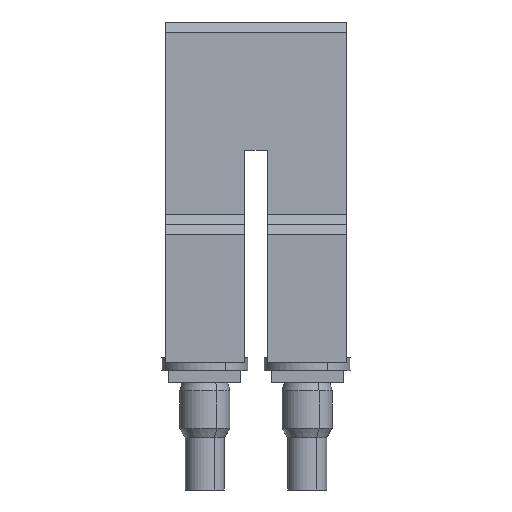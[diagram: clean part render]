
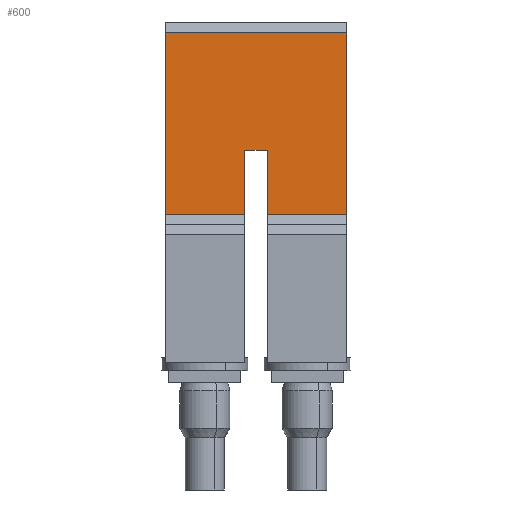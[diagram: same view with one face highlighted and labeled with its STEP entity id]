
A CAD part, front view. The second image highlights one B-rep face of the part: STEP entity #600.
In plain terms, the highlighted planar face has unit normal (0, -1, 0.009).
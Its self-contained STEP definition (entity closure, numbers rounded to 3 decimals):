
#548=AXIS2_PLACEMENT_3D('Plane Axis2P3D',#545,#546,#547) ;
#41=CARTESIAN_POINT('Vertex',(4.138,5.103,16.957)) ;
#46=CARTESIAN_POINT('Line Origine',(4.138,5.089,15.357)) ;
#50=CARTESIAN_POINT('Vertex',(4.138,5.075,13.757)) ;
#526=CARTESIAN_POINT('Line Origine',(2.15,5.075,13.757)) ;
#530=CARTESIAN_POINT('Vertex',(0.163,5.075,13.757)) ;
#545=CARTESIAN_POINT('Axis2P3D Location',(4.138,5.159,23.357)) ;
#550=CARTESIAN_POINT('Line Origine',(4.7,5.154,22.852)) ;
#554=CARTESIAN_POINT('Vertex',(9.238,5.154,22.852)) ;
#556=CARTESIAN_POINT('Vertex',(0.163,5.154,22.852)) ;
#559=CARTESIAN_POINT('Line Origine',(0.163,5.115,18.305)) ;
#564=CARTESIAN_POINT('Line Origine',(4.7,5.103,16.957)) ;
#568=CARTESIAN_POINT('Vertex',(5.263,5.103,16.957)) ;
#571=CARTESIAN_POINT('Line Origine',(5.263,5.089,15.357)) ;
#575=CARTESIAN_POINT('Vertex',(5.263,5.075,13.757)) ;
#578=CARTESIAN_POINT('Line Origine',(7.25,5.075,13.757)) ;
#582=CARTESIAN_POINT('Vertex',(9.238,5.075,13.757)) ;
#585=CARTESIAN_POINT('Line Origine',(9.238,5.115,18.305)) ;
#47=DIRECTION('Vector Direction',(0.,-0.009,-1.)) ;
#527=DIRECTION('Vector Direction',(-1.,0.,0.)) ;
#546=DIRECTION('Axis2P3D Direction',(0.,1.,-0.009)) ;
#547=DIRECTION('Axis2P3D XDirection',(0.,-0.009,-1.)) ;
#551=DIRECTION('Vector Direction',(1.,0.,0.)) ;
#560=DIRECTION('Vector Direction',(0.,-0.009,-1.)) ;
#565=DIRECTION('Vector Direction',(1.,0.,0.)) ;
#572=DIRECTION('Vector Direction',(0.,-0.009,-1.)) ;
#579=DIRECTION('Vector Direction',(-1.,0.,0.)) ;
#586=DIRECTION('Vector Direction',(0.,-0.009,-1.)) ;
#48=VECTOR('Line Direction',#47,1.) ;
#528=VECTOR('Line Direction',#527,1.) ;
#552=VECTOR('Line Direction',#551,1.) ;
#561=VECTOR('Line Direction',#560,1.) ;
#566=VECTOR('Line Direction',#565,1.) ;
#573=VECTOR('Line Direction',#572,1.) ;
#580=VECTOR('Line Direction',#579,1.) ;
#587=VECTOR('Line Direction',#586,1.) ;
#591=ORIENTED_EDGE('',*,*,#558,.T.) ;
#592=ORIENTED_EDGE('',*,*,#563,.F.) ;
#593=ORIENTED_EDGE('',*,*,#532,.F.) ;
#594=ORIENTED_EDGE('',*,*,#52,.T.) ;
#595=ORIENTED_EDGE('',*,*,#570,.T.) ;
#596=ORIENTED_EDGE('',*,*,#577,.F.) ;
#597=ORIENTED_EDGE('',*,*,#584,.F.) ;
#598=ORIENTED_EDGE('',*,*,#589,.T.) ;
#600=ADVANCED_FACE('KU_WQV2.5/2',(#599),#549,.F.) ;
#52=EDGE_CURVE('',#51,#42,#49,.F.) ;
#532=EDGE_CURVE('',#51,#531,#529,.T.) ;
#558=EDGE_CURVE('',#555,#557,#553,.F.) ;
#563=EDGE_CURVE('',#531,#557,#562,.F.) ;
#570=EDGE_CURVE('',#42,#569,#567,.T.) ;
#577=EDGE_CURVE('',#576,#569,#574,.F.) ;
#584=EDGE_CURVE('',#583,#576,#581,.T.) ;
#589=EDGE_CURVE('',#583,#555,#588,.F.) ;
#590=EDGE_LOOP('',(#591,#592,#593,#594,#595,#596,#597,#598)) ;
#599=FACE_OUTER_BOUND('',#590,.T.) ;
#49=LINE('Line',#46,#48) ;
#529=LINE('Line',#526,#528) ;
#553=LINE('Line',#550,#552) ;
#562=LINE('Line',#559,#561) ;
#567=LINE('Line',#564,#566) ;
#574=LINE('Line',#571,#573) ;
#581=LINE('Line',#578,#580) ;
#588=LINE('Line',#585,#587) ;
#549=PLANE('',#548) ;
#42=VERTEX_POINT('',#41) ;
#51=VERTEX_POINT('',#50) ;
#531=VERTEX_POINT('',#530) ;
#555=VERTEX_POINT('',#554) ;
#557=VERTEX_POINT('',#556) ;
#569=VERTEX_POINT('',#568) ;
#576=VERTEX_POINT('',#575) ;
#583=VERTEX_POINT('',#582) ;
